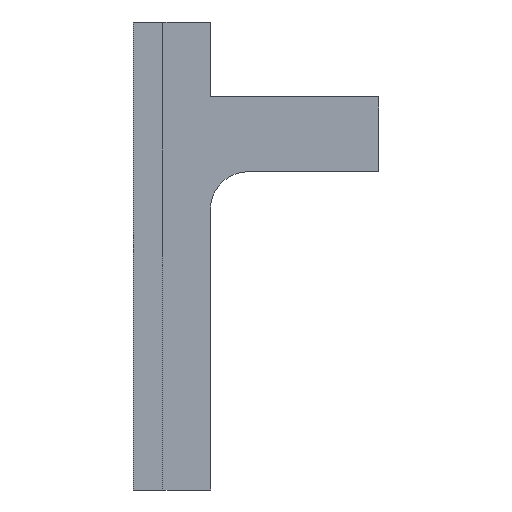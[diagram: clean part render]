
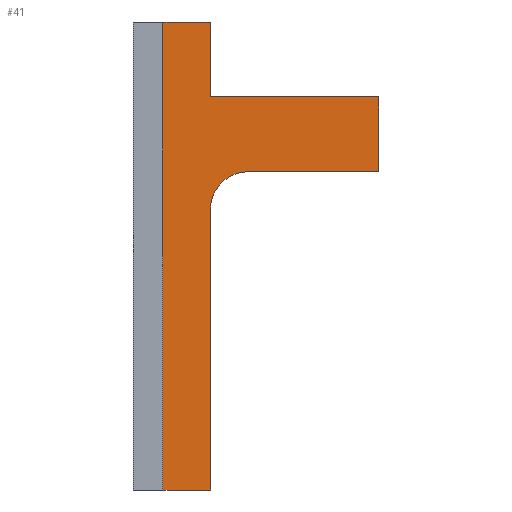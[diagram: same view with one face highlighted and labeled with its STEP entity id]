
A CAD part, left-side view. The second image highlights one B-rep face of the part: STEP entity #41.
In plain terms, the highlighted planar face has unit normal (-1, 0, 0).
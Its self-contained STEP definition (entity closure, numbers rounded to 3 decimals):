
#2 = LINE ( 'NONE', #928, #201 ) ;
#3 = CARTESIAN_POINT ( 'NONE',  ( -50., 0., -12.5 ) ) ;
#26 = VECTOR ( 'NONE', #170, 1000. ) ;
#41 = ADVANCED_FACE ( 'NONE', ( #1054 ), #382, .T. ) ;
#45 = EDGE_CURVE ( 'NONE', #945, #449, #628, .T. ) ;
#61 = ORIENTED_EDGE ( 'NONE', *, *, #188, .T. ) ;
#79 = EDGE_CURVE ( 'NONE', #263, #733, #417, .T. ) ;
#90 = VECTOR ( 'NONE', #1006, 1000. ) ;
#134 = CARTESIAN_POINT ( 'NONE',  ( -50., -11.54, 4.5 ) ) ;
#141 = VECTOR ( 'NONE', #475, 1000. ) ;
#163 = LINE ( 'NONE', #809, #141 ) ;
#170 = DIRECTION ( 'NONE',  ( 0., -1., 0. ) ) ;
#173 = LINE ( 'NONE', #186, #457 ) ;
#178 = DIRECTION ( 'NONE',  ( 0., 0., 1. ) ) ;
#186 = CARTESIAN_POINT ( 'NONE',  ( -50., 0., -12.5 ) ) ;
#188 = EDGE_CURVE ( 'NONE', #519, #849, #1071, .T. ) ;
#201 = VECTOR ( 'NONE', #178, 1000. ) ;
#230 = VECTOR ( 'NONE', #376, 1000. ) ;
#263 = VERTEX_POINT ( 'NONE', #831 ) ;
#265 = AXIS2_PLACEMENT_3D ( 'NONE', #461, #786, #713 ) ;
#296 = DIRECTION ( 'NONE',  ( 0., 0., 1. ) ) ;
#319 = CARTESIAN_POINT ( 'NONE',  ( -50., -2.54, -12.5 ) ) ;
#328 = EDGE_CURVE ( 'NONE', #926, #684, #856, .T. ) ;
#356 = LINE ( 'NONE', #697, #26 ) ;
#358 = EDGE_CURVE ( 'NONE', #519, #449, #356, .T. ) ;
#376 = DIRECTION ( 'NONE',  ( 0., 0., 1. ) ) ;
#382 = PLANE ( 'NONE',  #265 ) ;
#408 = ORIENTED_EDGE ( 'NONE', *, *, #45, .T. ) ;
#414 = VERTEX_POINT ( 'NONE', #706 ) ;
#417 = CIRCLE ( 'NONE', #671, 2. ) ;
#419 = ORIENTED_EDGE ( 'NONE', *, *, #79, .T. ) ;
#449 = VERTEX_POINT ( 'NONE', #803 ) ;
#457 = VECTOR ( 'NONE', #1002, 1000. ) ;
#461 = CARTESIAN_POINT ( 'NONE',  ( -50., -2.54, -12.5 ) ) ;
#464 = LINE ( 'NONE', #911, #1039 ) ;
#475 = DIRECTION ( 'NONE',  ( 0., -1., 0. ) ) ;
#519 = VERTEX_POINT ( 'NONE', #967 ) ;
#533 = EDGE_CURVE ( 'NONE', #733, #945, #163, .T. ) ;
#546 = ORIENTED_EDGE ( 'NONE', *, *, #533, .T. ) ;
#555 = ORIENTED_EDGE ( 'NONE', *, *, #358, .F. ) ;
#589 = CARTESIAN_POINT ( 'NONE',  ( -50., -4.54, 4.5 ) ) ;
#619 = ORIENTED_EDGE ( 'NONE', *, *, #1052, .T. ) ;
#628 = LINE ( 'NONE', #953, #230 ) ;
#659 = ORIENTED_EDGE ( 'NONE', *, *, #929, .T. ) ;
#671 = AXIS2_PLACEMENT_3D ( 'NONE', #870, #975, #296 ) ;
#683 = DIRECTION ( 'NONE',  ( 0., 1., 0. ) ) ;
#684 = VERTEX_POINT ( 'NONE', #3 ) ;
#697 = CARTESIAN_POINT ( 'NONE',  ( -50., -2.54, 8.5 ) ) ;
#706 = CARTESIAN_POINT ( 'NONE',  ( -50., 0., 12.5 ) ) ;
#713 = DIRECTION ( 'NONE',  ( 0., 0., 1. ) ) ;
#733 = VERTEX_POINT ( 'NONE', #589 ) ;
#742 = CARTESIAN_POINT ( 'NONE',  ( -50., -2.54, 12.5 ) ) ;
#767 = ORIENTED_EDGE ( 'NONE', *, *, #986, .F. ) ;
#786 = DIRECTION ( 'NONE',  ( -1., 0., 0. ) ) ;
#791 = VECTOR ( 'NONE', #683, 1000. ) ;
#793 = EDGE_LOOP ( 'NONE', ( #767, #1007, #619, #419, #546, #408, #555, #61, #659 ) ) ;
#801 = DIRECTION ( 'NONE',  ( 0., 1., 0. ) ) ;
#803 = CARTESIAN_POINT ( 'NONE',  ( -50., -11.54, 8.5 ) ) ;
#809 = CARTESIAN_POINT ( 'NONE',  ( -50., -2.54, 4.5 ) ) ;
#831 = CARTESIAN_POINT ( 'NONE',  ( -50., -2.54, 2.5 ) ) ;
#849 = VERTEX_POINT ( 'NONE', #742 ) ;
#856 = LINE ( 'NONE', #1021, #791 ) ;
#870 = CARTESIAN_POINT ( 'NONE',  ( -50., -4.54, 2.5 ) ) ;
#908 = CARTESIAN_POINT ( 'NONE',  ( -50., -2.54, -12.5 ) ) ;
#911 = CARTESIAN_POINT ( 'NONE',  ( -50., -2.54, 12.5 ) ) ;
#926 = VERTEX_POINT ( 'NONE', #319 ) ;
#928 = CARTESIAN_POINT ( 'NONE',  ( -50., -2.54, -12.5 ) ) ;
#929 = EDGE_CURVE ( 'NONE', #849, #414, #464, .T. ) ;
#945 = VERTEX_POINT ( 'NONE', #134 ) ;
#953 = CARTESIAN_POINT ( 'NONE',  ( -50., -11.54, 4.5 ) ) ;
#967 = CARTESIAN_POINT ( 'NONE',  ( -50., -2.54, 8.5 ) ) ;
#975 = DIRECTION ( 'NONE',  ( 1., 0., 0. ) ) ;
#986 = EDGE_CURVE ( 'NONE', #684, #414, #173, .T. ) ;
#1002 = DIRECTION ( 'NONE',  ( 0., 0., 1. ) ) ;
#1006 = DIRECTION ( 'NONE',  ( 0., 0., 1. ) ) ;
#1007 = ORIENTED_EDGE ( 'NONE', *, *, #328, .F. ) ;
#1021 = CARTESIAN_POINT ( 'NONE',  ( -50., -2.54, -12.5 ) ) ;
#1039 = VECTOR ( 'NONE', #801, 1000. ) ;
#1052 = EDGE_CURVE ( 'NONE', #926, #263, #2, .T. ) ;
#1054 = FACE_OUTER_BOUND ( 'NONE', #793, .T. ) ;
#1071 = LINE ( 'NONE', #908, #90 ) ;
